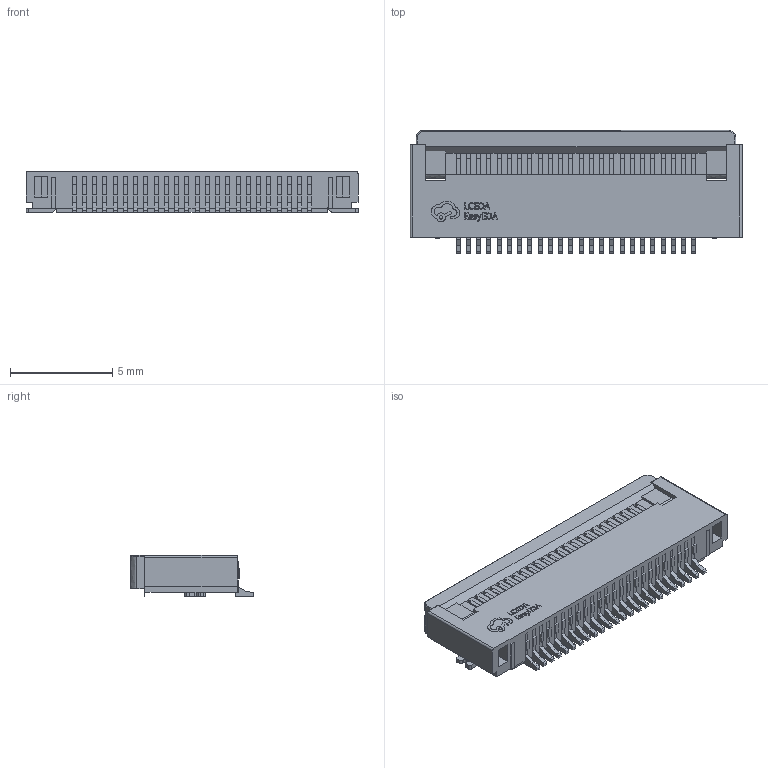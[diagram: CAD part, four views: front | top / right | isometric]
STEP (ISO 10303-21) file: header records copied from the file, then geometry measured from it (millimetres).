
FILE_DESCRIPTION (( 'STEP AP214' ), '1' );
FILE_NAME ('AFC01-S24FCA-00.STEP', '2024-02-29T16:02:36', ( '' ), ( '' ), 'SwSTEP 2.0', 'SolidWorks 2022', '' );
FILE_SCHEMA (( 'AUTOMOTIVE_DESIGN' ));
Length unit declared in the file: millimetre
Products named in the file (1): AFC01-S24FCA-00
Bounding box: 16.2 x 6 x 2.01 mm (x, y, z)
Surface area: 529.9 mm2 (no closed solid volume)
Topology: 0 solids, 40 shells, 499 faces, 2417 edges, 1925 vertices
Faces by surface type: plane 445, cylinder 41, bspline 13
Entity records: 29591 total; most frequent: CARTESIAN_POINT 5651, ORIENTED_EDGE 3441, DIRECTION 3422, EDGE_CURVE 2417, LINE 2100, VECTOR 2100, VERTEX_POINT 1925, AXIS2_PLACEMENT_3D 661
